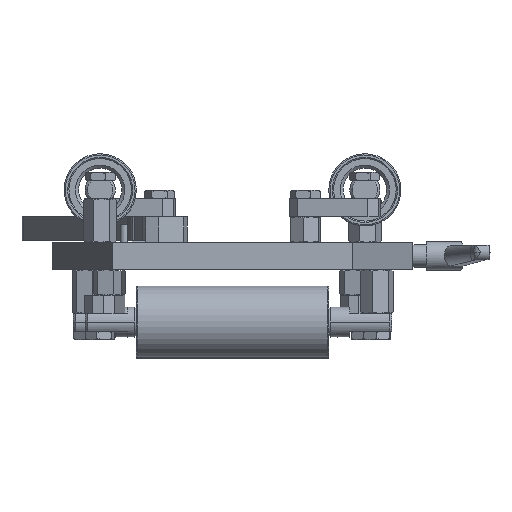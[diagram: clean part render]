
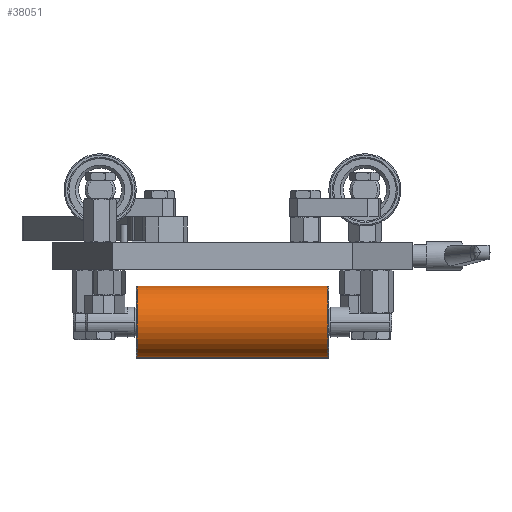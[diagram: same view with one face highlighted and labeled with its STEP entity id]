
A CAD part, front view. The second image highlights one B-rep face of the part: STEP entity #38051.
In plain terms, the highlighted cylindrical face has radius 30 mm (diameter 60 mm), a partial arc.
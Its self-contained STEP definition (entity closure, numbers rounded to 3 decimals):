
#222 = FACE_OUTER_BOUND ( 'NONE', #22299, .T. ) ;
#3542 = VERTEX_POINT ( 'NONE', #11751 ) ;
#4460 = DIRECTION ( 'NONE',  ( 0., 0.209, 0.978 ) ) ;
#4481 = CARTESIAN_POINT ( 'NONE',  ( 70., 116.282, -14.165 ) ) ;
#4669 = DIRECTION ( 'NONE',  ( 1., 0., 0. ) ) ;
#4780 = EDGE_CURVE ( 'NONE', #11176, #3542, #32431, .T. ) ;
#5062 = ORIENTED_EDGE ( 'NONE', *, *, #39876, .T. ) ;
#6727 = CYLINDRICAL_SURFACE ( 'NONE', #22428, 30. ) ;
#6855 = ORIENTED_EDGE ( 'NONE', *, *, #7123, .T. ) ;
#7123 = EDGE_CURVE ( 'NONE', #30429, #18298, #34097, .T. ) ;
#8349 = DIRECTION ( 'NONE',  ( 1., 0., 0. ) ) ;
#8359 = AXIS2_PLACEMENT_3D ( 'NONE', #21132, #30906, #12193 ) ;
#10797 = CARTESIAN_POINT ( 'NONE',  ( 71., 103.718, -72.835 ) ) ;
#11176 = VERTEX_POINT ( 'NONE', #31649 ) ;
#11751 = CARTESIAN_POINT ( 'NONE',  ( 229., 116.282, -14.165 ) ) ;
#12193 = DIRECTION ( 'NONE',  ( 0., 0.209, 0.978 ) ) ;
#12474 = DIRECTION ( 'NONE',  ( 1., 0., 0. ) ) ;
#12802 = DIRECTION ( 'NONE',  ( 0., 0.209, 0.978 ) ) ;
#15871 = CARTESIAN_POINT ( 'NONE',  ( 71., 116.282, -14.165 ) ) ;
#16073 = DIRECTION ( 'NONE',  ( 1., 0., 0. ) ) ;
#18298 = VERTEX_POINT ( 'NONE', #10797 ) ;
#21132 = CARTESIAN_POINT ( 'NONE',  ( 229., 110., -43.5 ) ) ;
#21943 = CARTESIAN_POINT ( 'NONE',  ( 71., 110., -43.5 ) ) ;
#22299 = EDGE_LOOP ( 'NONE', ( #6855, #5062, #29215, #26103 ) ) ;
#22428 = AXIS2_PLACEMENT_3D ( 'NONE', #29958, #8349, #4460 ) ;
#25330 = EDGE_CURVE ( 'NONE', #30429, #3542, #39353, .T. ) ;
#26103 = ORIENTED_EDGE ( 'NONE', *, *, #25330, .F. ) ;
#27953 = LINE ( 'NONE', #40381, #32910 ) ;
#28899 = AXIS2_PLACEMENT_3D ( 'NONE', #21943, #16073, #12802 ) ;
#29215 = ORIENTED_EDGE ( 'NONE', *, *, #4780, .T. ) ;
#29958 = CARTESIAN_POINT ( 'NONE',  ( 70., 110., -43.5 ) ) ;
#30429 = VERTEX_POINT ( 'NONE', #15871 ) ;
#30906 = DIRECTION ( 'NONE',  ( -1., 0., 0. ) ) ;
#31649 = CARTESIAN_POINT ( 'NONE',  ( 229., 103.718, -72.835 ) ) ;
#32431 = CIRCLE ( 'NONE', #8359, 30. ) ;
#32910 = VECTOR ( 'NONE', #12474, 1000. ) ;
#34097 = CIRCLE ( 'NONE', #28899, 30. ) ;
#38051 = ADVANCED_FACE ( 'NONE', ( #222 ), #6727, .T. ) ;
#39353 = LINE ( 'NONE', #4481, #39568 ) ;
#39568 = VECTOR ( 'NONE', #4669, 1000. ) ;
#39876 = EDGE_CURVE ( 'NONE', #18298, #11176, #27953, .T. ) ;
#40381 = CARTESIAN_POINT ( 'NONE',  ( 70., 103.718, -72.835 ) ) ;
